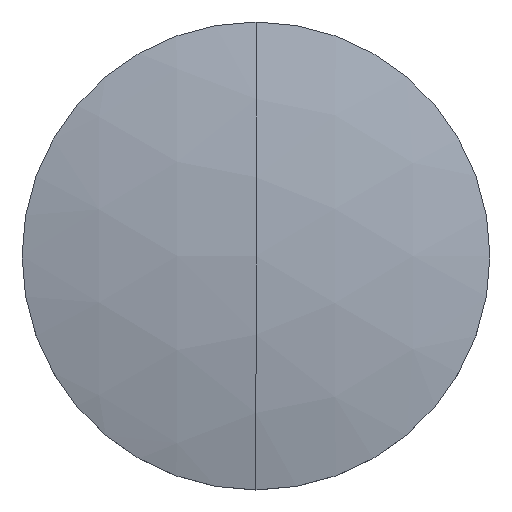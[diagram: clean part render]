
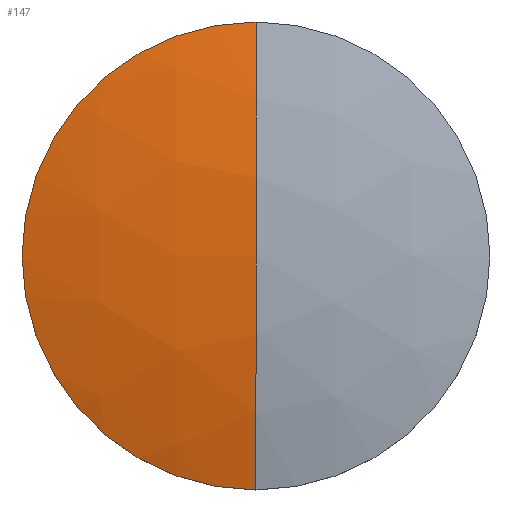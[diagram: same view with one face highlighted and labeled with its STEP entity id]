
A CAD part, top view. The second image highlights one B-rep face of the part: STEP entity #147.
In plain terms, the highlighted spherical face has radius 49.06 mm.
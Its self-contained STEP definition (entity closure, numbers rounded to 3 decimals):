
#12 = CARTESIAN_POINT ( 'NONE',  ( 0., 0., -47.228 ) ) ;
#17 = DIRECTION ( 'NONE',  ( 1., 0., 0. ) ) ;
#18 = CIRCLE ( 'NONE', #23, 49.06 ) ;
#19 = CARTESIAN_POINT ( 'NONE',  ( 0., -12.7, 0.16 ) ) ;
#23 = AXIS2_PLACEMENT_3D ( 'NONE', #12, #17, #34 ) ;
#33 = CARTESIAN_POINT ( 'NONE',  ( 0., 0., 1.832 ) ) ;
#34 = DIRECTION ( 'NONE',  ( 0., 0., -1. ) ) ;
#60 = CIRCLE ( 'NONE', #64, 12.7 ) ;
#62 = DIRECTION ( 'NONE',  ( 0., 0., 1. ) ) ;
#63 = CARTESIAN_POINT ( 'NONE',  ( 0., 0., 0.16 ) ) ;
#64 = AXIS2_PLACEMENT_3D ( 'NONE', #63, #62, #69 ) ;
#69 = DIRECTION ( 'NONE',  ( 1., 0., 0. ) ) ;
#93 = ORIENTED_EDGE ( 'NONE', *, *, #95, .T. ) ;
#94 = EDGE_LOOP ( 'NONE', ( #167, #166, #93, #150 ) ) ;
#95 = EDGE_CURVE ( 'NONE', #165, #157, #216, .T. ) ;
#125 = AXIS2_PLACEMENT_3D ( 'NONE', #126, #132, #131 ) ;
#126 = CARTESIAN_POINT ( 'NONE',  ( 0., 0., 0.16 ) ) ;
#129 = CIRCLE ( 'NONE', #125, 12.7 ) ;
#131 = DIRECTION ( 'NONE',  ( 1., 0., 0. ) ) ;
#132 = DIRECTION ( 'NONE',  ( 0., 0., 1. ) ) ;
#143 = VERTEX_POINT ( 'NONE', #264 ) ;
#145 = EDGE_CURVE ( 'NONE', #143, #154, #129, .T. ) ;
#147 = ADVANCED_FACE ( 'NONE', ( #287 ), #313, .T. ) ;
#150 = ORIENTED_EDGE ( 'NONE', *, *, #159, .F. ) ;
#154 = VERTEX_POINT ( 'NONE', #312 ) ;
#157 = VERTEX_POINT ( 'NONE', #33 ) ;
#159 = EDGE_CURVE ( 'NONE', #143, #157, #18, .T. ) ;
#165 = VERTEX_POINT ( 'NONE', #19 ) ;
#166 = ORIENTED_EDGE ( 'NONE', *, *, #172, .T. ) ;
#167 = ORIENTED_EDGE ( 'NONE', *, *, #145, .T. ) ;
#172 = EDGE_CURVE ( 'NONE', #154, #165, #60, .T. ) ;
#197 = DIRECTION ( 'NONE',  ( 0., -1., 0. ) ) ;
#203 = AXIS2_PLACEMENT_3D ( 'NONE', #212, #208, #197 ) ;
#208 = DIRECTION ( 'NONE',  ( -1., 0., 0. ) ) ;
#212 = CARTESIAN_POINT ( 'NONE',  ( 0., 0., -47.228 ) ) ;
#216 = CIRCLE ( 'NONE', #203, 49.06 ) ;
#264 = CARTESIAN_POINT ( 'NONE',  ( 0., 12.7, 0.16 ) ) ;
#287 = FACE_OUTER_BOUND ( 'NONE', #94, .T. ) ;
#311 = CARTESIAN_POINT ( 'NONE',  ( 0., 0., -47.228 ) ) ;
#312 = CARTESIAN_POINT ( 'NONE',  ( -12.7, 0., 0.16 ) ) ;
#313 = SPHERICAL_SURFACE ( 'NONE', #322, 49.06 ) ;
#314 = DIRECTION ( 'NONE',  ( -1., 0., 0. ) ) ;
#321 = DIRECTION ( 'NONE',  ( 0., 1., 0. ) ) ;
#322 = AXIS2_PLACEMENT_3D ( 'NONE', #311, #314, #321 ) ;
